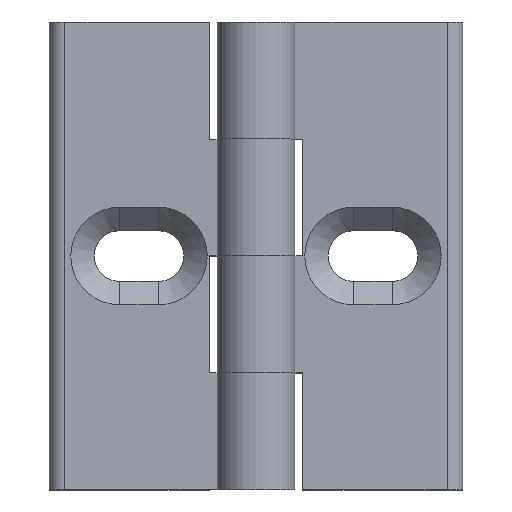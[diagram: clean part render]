
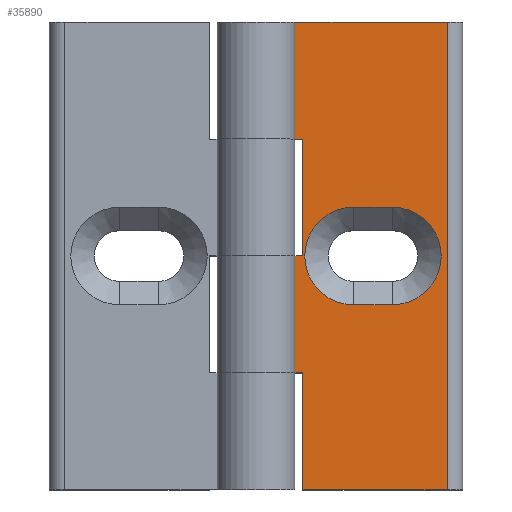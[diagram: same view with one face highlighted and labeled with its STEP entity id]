
A CAD part, top view. The second image highlights one B-rep face of the part: STEP entity #35890.
In plain terms, the highlighted face is planar.
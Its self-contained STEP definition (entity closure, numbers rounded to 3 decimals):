
#32600=CARTESIAN_POINT('',(-15.,0.,-15.));
#32610=DIRECTION('',(0.,-1.,0.));
#32620=VECTOR('',#32610,1.);
#32630=LINE('',#32600,#32620);
#32640=CARTESIAN_POINT('',(-15.,-11.,-15.));
#32650=VERTEX_POINT('',#32640);
#32660=CARTESIAN_POINT('',(-15.,-12.,-15.));
#32670=VERTEX_POINT('',#32660);
#32680=EDGE_CURVE('',#32650,#32670,#32630,.T.);
#33970=CARTESIAN_POINT('',(-15.,-30.5,-30.));
#33980=VERTEX_POINT('',#33970);
#34010=CARTESIAN_POINT('',(-15.,0.,-30.));
#34020=DIRECTION('',(0.,-1.,0.));
#34030=VECTOR('',#34020,1.);
#34040=LINE('',#34010,#34030);
#34050=CARTESIAN_POINT('',(-15.,-11.,-30.));
#34060=VERTEX_POINT('',#34050);
#34070=EDGE_CURVE('',#34060,#33980,#34040,.T.);
#34840=CARTESIAN_POINT('',(-15.,-10.705,-30.5));
#34850=DIRECTION('',(1.,0.,0.));
#34860=DIRECTION('',(0.,-1.,0.));
#34870=AXIS2_PLACEMENT_3D('',#34840,#34850,#34860);
#34880=PLANE('',#34870);
#34890=CARTESIAN_POINT('',(-15.,-21.,6.25));
#34900=DIRECTION('',(0.,-1.,0.));
#34910=VECTOR('',#34900,1.);
#34920=LINE('',#34890,#34910);
#34930=CARTESIAN_POINT('',(-15.,-18.5,6.25));
#34940=VERTEX_POINT('',#34930);
#34950=CARTESIAN_POINT('',(-15.,-23.5,6.25));
#34960=VERTEX_POINT('',#34950);
#34970=EDGE_CURVE('',#34940,#34960,#34920,.T.);
#34980=ORIENTED_EDGE('',*,*,#34970,.F.);
#34990=CARTESIAN_POINT('',(-15.,-23.5,0.));
#35000=DIRECTION('',(1.,0.,0.));
#35010=DIRECTION('',(0.,-1.,0.));
#35020=AXIS2_PLACEMENT_3D('',#34990,#35000,#35010);
#35030=CIRCLE('',#35020,6.25);
#35040=CARTESIAN_POINT('',(-15.,-23.5,-6.25));
#35050=VERTEX_POINT('',#35040);
#35060=EDGE_CURVE('',#34960,#35050,#35030,.T.);
#35070=ORIENTED_EDGE('',*,*,#35060,.F.);
#35080=CARTESIAN_POINT('',(-15.,-21.,-6.25));
#35090=DIRECTION('',(0.,1.,0.));
#35100=VECTOR('',#35090,1.);
#35110=LINE('',#35080,#35100);
#35120=CARTESIAN_POINT('',(-15.,-18.5,-6.25));
#35130=VERTEX_POINT('',#35120);
#35140=EDGE_CURVE('',#35050,#35130,#35110,.T.);
#35150=ORIENTED_EDGE('',*,*,#35140,.F.);
#35160=CARTESIAN_POINT('',(-15.,-18.5,0.));
#35170=DIRECTION('',(1.,0.,0.));
#35180=DIRECTION('',(0.,-1.,0.));
#35190=AXIS2_PLACEMENT_3D('',#35160,#35170,#35180);
#35200=CIRCLE('',#35190,6.25);
#35210=EDGE_CURVE('',#35130,#34940,#35200,.T.);
#35220=ORIENTED_EDGE('',*,*,#35210,.F.);
#35230=EDGE_LOOP('',(#35220,#35150,#35070,#34980));
#35240=FACE_BOUND('',#35230,.T.);
#35250=CARTESIAN_POINT('',(-15.,0.,0.));
#35260=DIRECTION('',(0.,1.,0.));
#35270=VECTOR('',#35260,1.);
#35280=LINE('',#35250,#35270);
#35290=CARTESIAN_POINT('',(-15.,-12.,0.));
#35300=VERTEX_POINT('',#35290);
#35310=CARTESIAN_POINT('',(-15.,-11.,0.));
#35320=VERTEX_POINT('',#35310);
#35330=EDGE_CURVE('',#35300,#35320,#35280,.T.);
#35340=ORIENTED_EDGE('',*,*,#35330,.T.);
#35350=CARTESIAN_POINT('',(-15.,-12.,0.));
#35360=DIRECTION('',(0.,0.,-1.));
#35370=VECTOR('',#35360,1.);
#35380=LINE('',#35350,#35370);
#35390=EDGE_CURVE('',#35300,#32670,#35380,.T.);
#35400=ORIENTED_EDGE('',*,*,#35390,.F.);
#35410=ORIENTED_EDGE('',*,*,#32680,.T.);
#35420=CARTESIAN_POINT('',(-15.,-11.,-30.15));
#35430=DIRECTION('',(0.,0.,1.));
#35440=VECTOR('',#35430,1.);
#35450=LINE('',#35420,#35440);
#35460=EDGE_CURVE('',#34060,#32650,#35450,.T.);
#35470=ORIENTED_EDGE('',*,*,#35460,.T.);
#35480=ORIENTED_EDGE('',*,*,#34070,.F.);
#35490=CARTESIAN_POINT('',(-15.,-30.5,30.));
#35500=DIRECTION('',(0.,0.,-1.));
#35510=VECTOR('',#35500,1.);
#35520=LINE('',#35490,#35510);
#35530=CARTESIAN_POINT('',(-15.,-30.5,30.));
#35540=VERTEX_POINT('',#35530);
#35550=EDGE_CURVE('',#35540,#33980,#35520,.T.);
#35560=ORIENTED_EDGE('',*,*,#35550,.T.);
#35570=CARTESIAN_POINT('',(-15.,0.,30.));
#35580=DIRECTION('',(0.,-1.,0.));
#35590=VECTOR('',#35580,1.);
#35600=LINE('',#35570,#35590);
#35610=CARTESIAN_POINT('',(-15.,-12.,30.));
#35620=VERTEX_POINT('',#35610);
#35630=EDGE_CURVE('',#35620,#35540,#35600,.T.);
#35640=ORIENTED_EDGE('',*,*,#35630,.T.);
#35650=CARTESIAN_POINT('',(-15.,-12.,0.));
#35660=DIRECTION('',(0.,0.,-1.));
#35670=VECTOR('',#35660,1.);
#35680=LINE('',#35650,#35670);
#35690=CARTESIAN_POINT('',(-15.,-12.,15.));
#35700=VERTEX_POINT('',#35690);
#35710=EDGE_CURVE('',#35620,#35700,#35680,.T.);
#35720=ORIENTED_EDGE('',*,*,#35710,.F.);
#35730=CARTESIAN_POINT('',(-15.,0.,15.));
#35740=DIRECTION('',(0.,1.,0.));
#35750=VECTOR('',#35740,1.);
#35760=LINE('',#35730,#35750);
#35770=CARTESIAN_POINT('',(-15.,-11.,15.));
#35780=VERTEX_POINT('',#35770);
#35790=EDGE_CURVE('',#35700,#35780,#35760,.T.);
#35800=ORIENTED_EDGE('',*,*,#35790,.F.);
#35810=CARTESIAN_POINT('',(-15.,-11.,-0.15));
#35820=DIRECTION('',(0.,0.,1.));
#35830=VECTOR('',#35820,1.);
#35840=LINE('',#35810,#35830);
#35850=EDGE_CURVE('',#35320,#35780,#35840,.T.);
#35860=ORIENTED_EDGE('',*,*,#35850,.T.);
#35870=EDGE_LOOP('',(#35860,#35800,#35720,#35640,#35560,#35480,#35470,
#35410,#35400,#35340));
#35880=FACE_OUTER_BOUND('',#35870,.T.);
#35890=ADVANCED_FACE('',(#35240,#35880),#34880,.T.);
